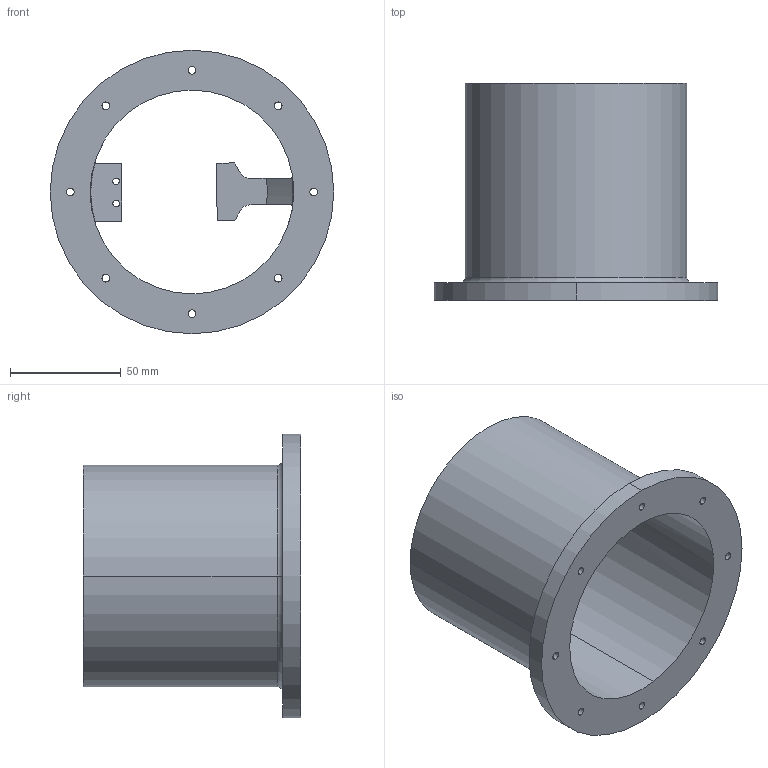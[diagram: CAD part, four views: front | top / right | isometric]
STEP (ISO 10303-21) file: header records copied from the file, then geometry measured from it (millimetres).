
FILE_DESCRIPTION((''),'2;1');
FILE_NAME('BASE','2025-05-04T20:10:43',('ZOMBULLI'),('CARL ZEISS'),'CREO PARAMETRIC BY PTC INC, 2024014','CREO PARAMETRIC BY PTC INC, 2024014','');
FILE_SCHEMA(('AUTOMOTIVE_DESIGN { 1 0 10303 214 1 1 1 1 }'));
Length unit declared in the file: millimetre
Products named in the file (1): BASE
Bounding box: 128 x 98 x 128 mm (x, y, z)
Volume: 173763.6 mm3; surface area: 76756.3 mm2
Topology: 1 solids, 1 shells, 142 faces, 355 edges, 236 vertices
Faces by surface type: plane 83, cylinder 52, torus 5, cone 1, bspline 1
Entity records: 5652 total; most frequent: CARTESIAN_POINT 944, DIRECTION 726, ORIENTED_EDGE 710, PRESENTATION_STYLE_ASSIGNMENT 356, STYLED_ITEM 356, CURVE_STYLE 355, EDGE_CURVE 355, AXIS2_PLACEMENT_3D 249
